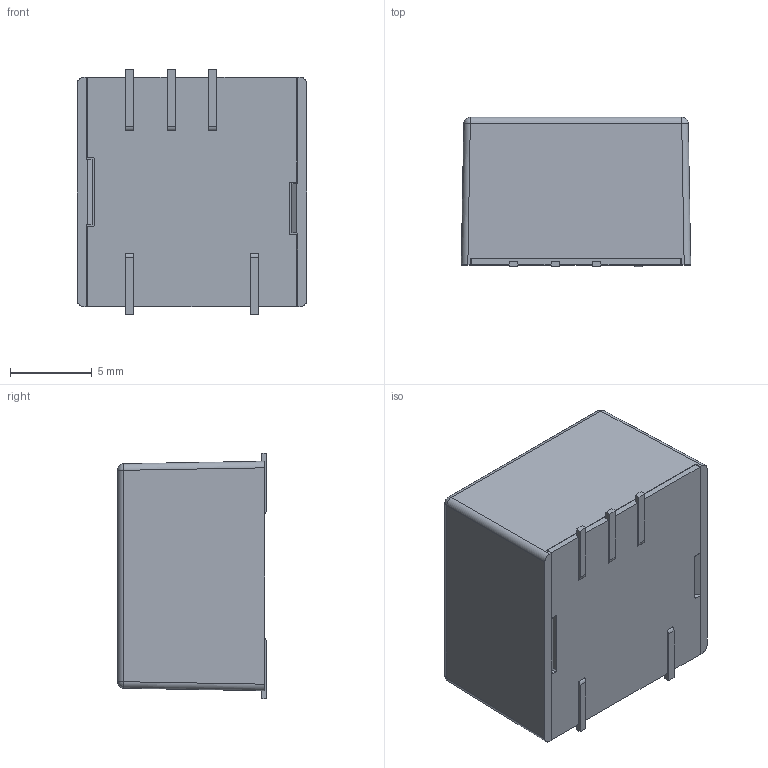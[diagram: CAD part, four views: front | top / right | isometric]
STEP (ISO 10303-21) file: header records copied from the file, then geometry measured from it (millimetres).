
FILE_DESCRIPTION (( 'STEP AP214' ), '1' );
FILE_NAME ('CUI_PQP3-D24-S3-M.step', '2020-05-07T01:31:43', ( '' ), ( '' ), 'SwSTEP 2.0', 'SolidWorks 2020', '' );
FILE_SCHEMA (( 'AUTOMOTIVE_DESIGN' ));
Length unit declared in the file: inch
Products named in the file (1): CUI_PQP3-D24-S3-M
Bounding box: 14 x 9.1 x 15 mm (x, y, z)
Volume: 483.3 mm3; surface area: 1668.6 mm2
Topology: 1 solids, 1 shells, 254 faces, 670 edges, 410 vertices
Faces by surface type: plane 123, cylinder 94, bspline 28, sphere 6, torus 3
Entity records: 12407 total; most frequent: CARTESIAN_POINT 3181, ORIENTED_EDGE 1328, DIRECTION 1107, EDGE_CURVE 664, LINE 429, VECTOR 429, VERTEX_POINT 410, AXIS2_PLACEMENT_3D 339
